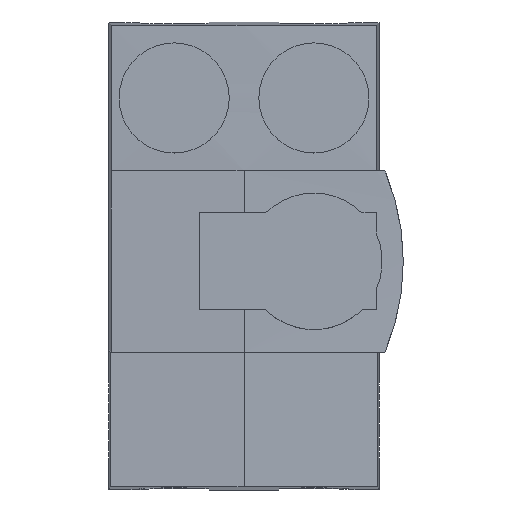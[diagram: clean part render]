
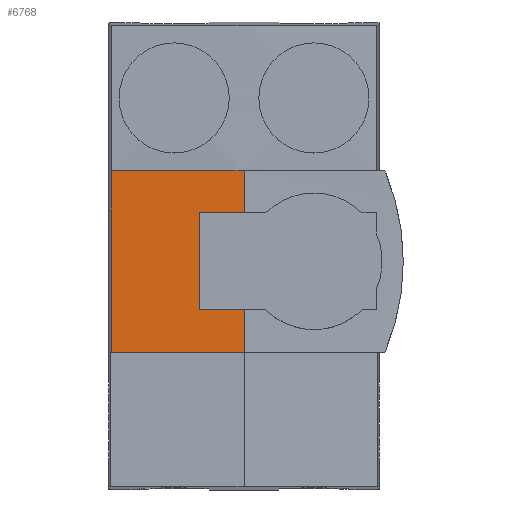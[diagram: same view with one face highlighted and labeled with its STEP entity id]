
A CAD part, top view. The second image highlights one B-rep face of the part: STEP entity #6768.
In plain terms, the highlighted cylindrical face has radius 2000 mm (diameter 4000 mm), a partial arc.
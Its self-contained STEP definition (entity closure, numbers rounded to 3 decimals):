
#7 = EDGE_CURVE ( 'NONE', #3029, #1846, #6178, .T. ) ;
#26 = CARTESIAN_POINT ( 'NONE',  ( -85.603, 58.333, 38.167 ) ) ;
#50 = EDGE_CURVE ( 'NONE', #1923, #3029, #1753, .T. ) ;
#284 = CARTESIAN_POINT ( 'NONE',  ( 0., -58.397, 40. ) ) ;
#598 = EDGE_LOOP ( 'NONE', ( #4604, #6991, #2285, #4196, #6846 ) ) ;
#633 = CARTESIAN_POINT ( 'NONE',  ( 0., 58.397, 40. ) ) ;
#898 = DIRECTION ( 'NONE',  ( 0., 1., 0. ) ) ;
#1206 =( BOUNDED_CURVE ( )  B_SPLINE_CURVE ( 3, ( #6975, #2527, #1950, #284 ),
 .UNSPECIFIED., .F., .T. ) 
 B_SPLINE_CURVE_WITH_KNOTS ( ( 4, 4 ),
 ( 3.099, 3.142 ),
 .UNSPECIFIED. ) 
 CURVE ( )  GEOMETRIC_REPRESENTATION_ITEM ( )  RATIONAL_B_SPLINE_CURVE ( ( 1., 1., 1., 1. ) ) 
 REPRESENTATION_ITEM ( '' )  );
#1430 = FACE_OUTER_BOUND ( 'NONE', #598, .T. ) ;
#1502 = CARTESIAN_POINT ( 'NONE',  ( -85.63, -57., 38.166 ) ) ;
#1653 = AXIS2_PLACEMENT_3D ( 'NONE', #4283, #898, #4319 ) ;
#1753 = B_SPLINE_CURVE_WITH_KNOTS ( 'NONE', 3,
 ( #1763, #6198, #26, #4448 ),
 .UNSPECIFIED., .F., .F.,
 ( 4, 4 ),
 ( 6.24, 6.24 ),
 .UNSPECIFIED. ) ;
#1763 = CARTESIAN_POINT ( 'NONE',  ( -85.63, 58.333, 38.166 ) ) ;
#1807 = CARTESIAN_POINT ( 'NONE',  ( -85.589, 58.333, 38.168 ) ) ;
#1846 = VERTEX_POINT ( 'NONE', #633 ) ;
#1923 = VERTEX_POINT ( 'NONE', #3023 ) ;
#1950 = CARTESIAN_POINT ( 'NONE',  ( -28.554, -58.397, 40. ) ) ;
#2129 = CARTESIAN_POINT ( 'NONE',  ( -57.075, 58.375, 39.389 ) ) ;
#2285 = ORIENTED_EDGE ( 'NONE', *, *, #7, .F. ) ;
#2481 = CARTESIAN_POINT ( 'NONE',  ( 0., -58.397, 40. ) ) ;
#2527 = CARTESIAN_POINT ( 'NONE',  ( -57.102, -58.375, 39.389 ) ) ;
#2603 = CARTESIAN_POINT ( 'NONE',  ( -28.541, 58.397, 40. ) ) ;
#2726 = VERTEX_POINT ( 'NONE', #2481 ) ;
#3023 = CARTESIAN_POINT ( 'NONE',  ( -85.63, 58.333, 38.166 ) ) ;
#3029 = VERTEX_POINT ( 'NONE', #1807 ) ;
#3423 = EDGE_CURVE ( 'NONE', #3631, #2726, #1206, .T. ) ;
#3554 = CARTESIAN_POINT ( 'NONE',  ( 0., -57., 40. ) ) ;
#3631 = VERTEX_POINT ( 'NONE', #6267 ) ;
#3702 = CARTESIAN_POINT ( 'NONE',  ( 0., 58.397, 40. ) ) ;
#4112 = VECTOR ( 'NONE', #5913, 1000. ) ;
#4196 = ORIENTED_EDGE ( 'NONE', *, *, #50, .F. ) ;
#4283 = CARTESIAN_POINT ( 'NONE',  ( 0., -57., -1960. ) ) ;
#4319 = DIRECTION ( 'NONE',  ( 0., 0., 1. ) ) ;
#4448 = CARTESIAN_POINT ( 'NONE',  ( -85.589, 58.333, 38.168 ) ) ;
#4457 = VECTOR ( 'NONE', #5795, 1000. ) ;
#4604 = ORIENTED_EDGE ( 'NONE', *, *, #3423, .T. ) ;
#4606 = EDGE_CURVE ( 'NONE', #2726, #1846, #6350, .T. ) ;
#4797 = LINE ( 'NONE', #1502, #4112 ) ;
#4882 = CARTESIAN_POINT ( 'NONE',  ( -85.589, 58.333, 38.168 ) ) ;
#5595 = EDGE_CURVE ( 'NONE', #3631, #1923, #4797, .T. ) ;
#5795 = DIRECTION ( 'NONE',  ( 0., 1., 0. ) ) ;
#5913 = DIRECTION ( 'NONE',  ( 0., 1., 0. ) ) ;
#5979 = CYLINDRICAL_SURFACE ( 'NONE', #1653, 2000. ) ;
#6178 =( BOUNDED_CURVE ( )  B_SPLINE_CURVE ( 3, ( #4882, #2129, #2603, #3702 ),
 .UNSPECIFIED., .F., .T. ) 
 B_SPLINE_CURVE_WITH_KNOTS ( ( 4, 4 ),
 ( 6.24, 6.283 ),
 .UNSPECIFIED. ) 
 CURVE ( )  GEOMETRIC_REPRESENTATION_ITEM ( )  RATIONAL_B_SPLINE_CURVE ( ( 1., 1., 1., 1. ) ) 
 REPRESENTATION_ITEM ( '' )  );
#6198 = CARTESIAN_POINT ( 'NONE',  ( -85.616, 58.333, 38.167 ) ) ;
#6267 = CARTESIAN_POINT ( 'NONE',  ( -85.63, -58.333, 38.166 ) ) ;
#6350 = LINE ( 'NONE', #3554, #4457 ) ;
#6768 = ADVANCED_FACE ( 'NONE', ( #1430 ), #5979, .T. ) ;
#6846 = ORIENTED_EDGE ( 'NONE', *, *, #5595, .F. ) ;
#6975 = CARTESIAN_POINT ( 'NONE',  ( -85.63, -58.333, 38.166 ) ) ;
#6991 = ORIENTED_EDGE ( 'NONE', *, *, #4606, .T. ) ;
